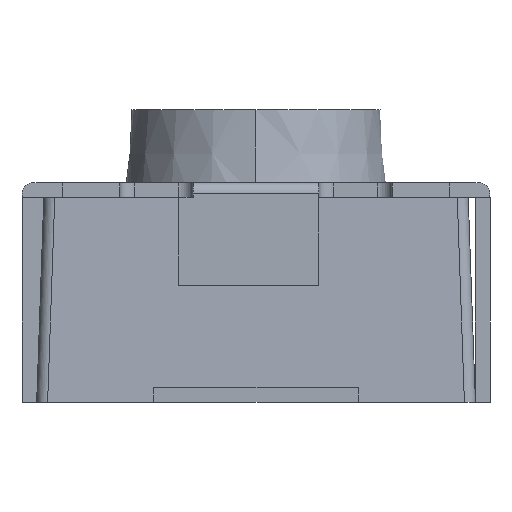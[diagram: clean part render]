
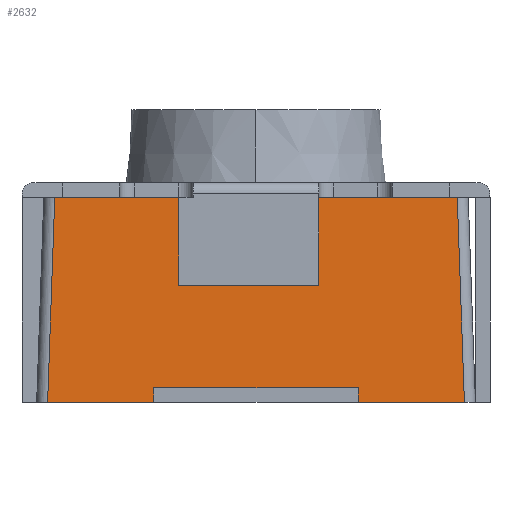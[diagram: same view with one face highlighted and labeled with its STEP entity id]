
A CAD part, left-side view. The second image highlights one B-rep face of the part: STEP entity #2632.
In plain terms, the highlighted planar face has unit normal (-0.999, 0, 0.035).
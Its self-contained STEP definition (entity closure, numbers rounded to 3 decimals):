
#113 = VECTOR ( 'NONE', #2730, 1000. ) ;
#165 = AXIS2_PLACEMENT_3D ( 'NONE', #1181, #2156, #3131 ) ;
#233 = CARTESIAN_POINT ( 'NONE',  ( -1.999, 0., 0. ) ) ;
#265 = CARTESIAN_POINT ( 'NONE',  ( -1.95, -1.375, 1.4 ) ) ;
#282 = CARTESIAN_POINT ( 'NONE',  ( -1.95, 1.375, 1.4 ) ) ;
#567 = VERTEX_POINT ( 'NONE', #265 ) ;
#613 = VERTEX_POINT ( 'NONE', #282 ) ;
#664 = FACE_OUTER_BOUND ( 'NONE', #2833, .T. ) ;
#732 = ORIENTED_EDGE ( 'NONE', *, *, #2297, .F. ) ;
#778 = LINE ( 'NONE', #1757, #113 ) ;
#820 = EDGE_CURVE ( 'NONE', #613, #1949, #3094, .T. ) ;
#882 = EDGE_CURVE ( 'NONE', #1949, #1412, #2431, .T. ) ;
#906 = CARTESIAN_POINT ( 'NONE',  ( -1.95, 1.375, 1.397 ) ) ;
#958 = DIRECTION ( 'NONE',  ( 0., -1., 0. ) ) ;
#995 = CARTESIAN_POINT ( 'NONE',  ( -1.999, -1.424, 0. ) ) ;
#999 = ORIENTED_EDGE ( 'NONE', *, *, #820, .T. ) ;
#1000 = VECTOR ( 'NONE', #958, 1000. ) ;
#1181 = CARTESIAN_POINT ( 'NONE',  ( -1.95, 1.45, 1.4 ) ) ;
#1223 = DIRECTION ( 'NONE',  ( 0., -1., 0. ) ) ;
#1412 = VERTEX_POINT ( 'NONE', #995 ) ;
#1652 = PLANE ( 'NONE',  #165 ) ;
#1757 = CARTESIAN_POINT ( 'NONE',  ( -1.947, -1.372, 1.498 ) ) ;
#1877 = DIRECTION ( 'NONE',  ( -0.035, 0.035, -0.999 ) ) ;
#1949 = VERTEX_POINT ( 'NONE', #2340 ) ;
#2156 = DIRECTION ( 'NONE',  ( -0.999, 0., 0.035 ) ) ;
#2175 = LINE ( 'NONE', #3154, #1000 ) ;
#2297 = EDGE_CURVE ( 'NONE', #613, #567, #2175, .T. ) ;
#2322 = ORIENTED_EDGE ( 'NONE', *, *, #2778, .T. ) ;
#2340 = CARTESIAN_POINT ( 'NONE',  ( -1.999, 1.424, 0. ) ) ;
#2431 = LINE ( 'NONE', #233, #3106 ) ;
#2632 = ADVANCED_FACE ( 'NONE', ( #664 ), #1652, .T. ) ;
#2730 = DIRECTION ( 'NONE',  ( 0.035, 0.035, 0.999 ) ) ;
#2778 = EDGE_CURVE ( 'NONE', #1412, #567, #778, .T. ) ;
#2833 = EDGE_LOOP ( 'NONE', ( #732, #999, #2944, #2322 ) ) ;
#2944 = ORIENTED_EDGE ( 'NONE', *, *, #882, .T. ) ;
#3094 = LINE ( 'NONE', #906, #3113 ) ;
#3106 = VECTOR ( 'NONE', #1223, 1000. ) ;
#3113 = VECTOR ( 'NONE', #1877, 1000. ) ;
#3131 = DIRECTION ( 'NONE',  ( 0.035, 0., 0.999 ) ) ;
#3154 = CARTESIAN_POINT ( 'NONE',  ( -1.95, 1.45, 1.4 ) ) ;
